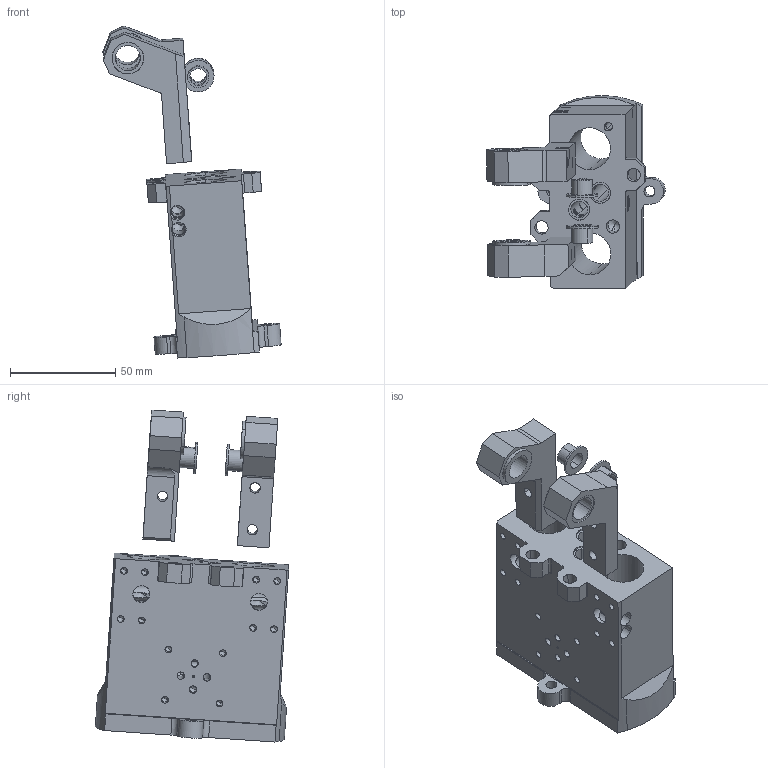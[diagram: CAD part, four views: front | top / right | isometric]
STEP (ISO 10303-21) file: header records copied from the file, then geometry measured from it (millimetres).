
FILE_DESCRIPTION (( 'STEP AP203' ), '1' );
FILE_NAME ('Black_Exterieur_Groupe_AllCATPart_Default_sldprt.STEP', '2024-12-16T15:04:29', ( '' ), ( '' ), 'SwSTEP 2.0', 'SolidWorks 2024', '' );
FILE_SCHEMA (( 'CONFIG_CONTROL_DESIGN' ));
Length unit declared in the file: millimetre
Products named in the file (1): Black_Exterieur_Groupe_AllCATPart_Default_sldprt
Bounding box: 84.65 x 91.8 x 157.7 mm (x, y, z)
Volume: 211456.2 mm3; surface area: 67048.8 mm2
Topology: 7 solids, 7 shells, 429 faces, 1194 edges, 714 vertices
Faces by surface type: cylinder 219, cone 127, plane 83
Entity records: 18469 total; most frequent: CARTESIAN_POINT 8008, ORIENTED_EDGE 2248, DIRECTION 2016, EDGE_CURVE 1124, AXIS2_PLACEMENT_3D 752, VERTEX_POINT 714, EDGE_LOOP 516, VECTOR 512
